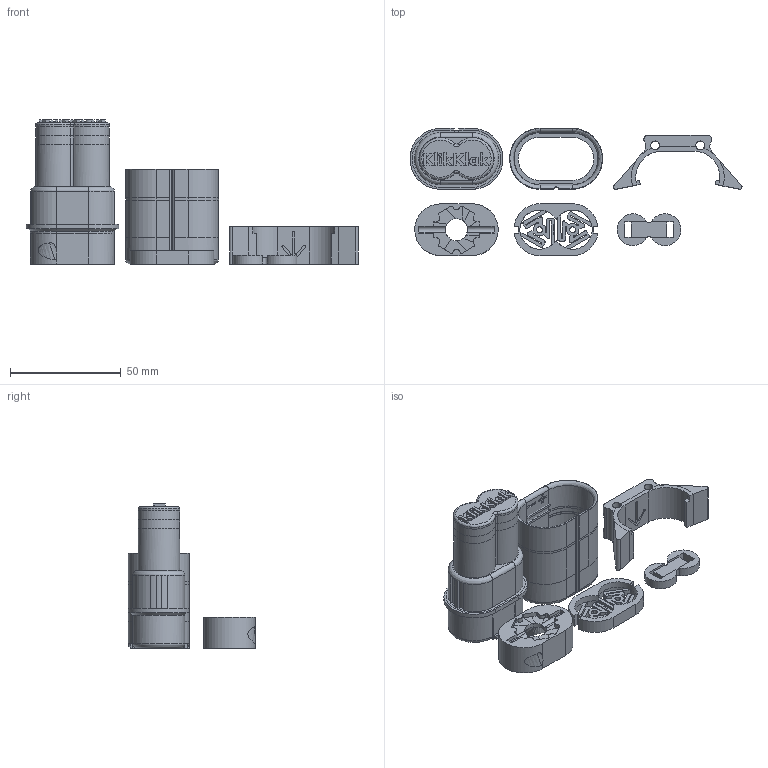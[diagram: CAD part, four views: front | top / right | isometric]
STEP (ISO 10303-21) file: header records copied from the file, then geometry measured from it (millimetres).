
FILE_DESCRIPTION(/* description */ (''),/* implementation_level */ '2;1');
FILE_NAME(/* name */ 'KlikKlak-Complete',/* time_stamp */ '2025-01-31T19:58:35+01:00',/* author */ (''),/* organization */ (''),/* preprocessor_version */ 'ST-DEVELOPER v16.5',/* originating_system */ 'Rhino 7.37',/* authorisation */ '');
FILE_SCHEMA (('CONFIG_CONTROL_DESIGN'));
Length unit declared in the file: millimetre
Products named in the file (1): Document
Bounding box: 150 x 57.5 x 65.25 mm (x, y, z)
Volume: 24893.4 mm3; surface area: 35988.5 mm2
Topology: 9 solids, 16 shells, 709 faces, 1886 edges, 1200 vertices
Faces by surface type: plane 441, cylinder 183, bspline 85
Entity records: 21461 total; most frequent: CARTESIAN_POINT 9581, ORIENTED_EDGE 3727, EDGE_CURVE 1878, VERTEX_POINT 1200, B_SPLINE_CURVE_WITH_KNOTS 902, EDGE_LOOP 747, ADVANCED_FACE 709, FACE_OUTER_BOUND 709
